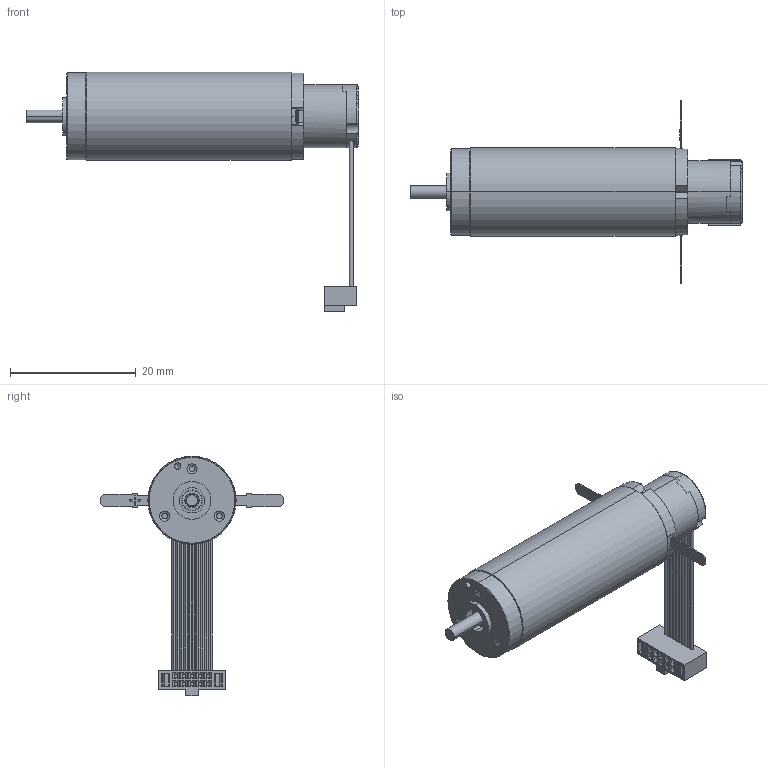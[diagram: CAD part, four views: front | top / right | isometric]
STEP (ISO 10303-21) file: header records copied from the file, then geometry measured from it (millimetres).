
FILE_DESCRIPTION(('STEP AP214'),'1');
FILE_NAME('cctmp_403896C7-2506-4C06-BD2A-EE19C167B0B4_2021_4_12_22_38_56_298..stp','2021-04-12T20:38:57',('maxon motor ag'),('CADClick - www.CADClick.com'),'Spatial InterOp 3D',' ','unknown authorization');
FILE_SCHEMA(('AUTOMOTIVE_DESIGN'));
Length unit declared in the file: millimetre
Products named in the file (10): 0
Assembly tree (9 placements, depth 2):
  (unnamed)
    0
    0
    0
    0
    0
    0
    0
    0
    0
Bounding box: 52.7 x 29 x 38.02 mm (x, y, z)
Volume: 2990 mm3; surface area: 6015 mm2
Topology: 16 solids, 16 shells, 983 faces, 2570 edges, 1680 vertices
Faces by surface type: plane 725, cylinder 189, cone 46, torus 21, sphere 2
Entity records: 38700 total; most frequent: CARTESIAN_POINT 5931, ORIENTED_EDGE 5132, DIRECTION 4982, EDGE_CURVE 2566, LINE 2052, VECTOR 2052, VERTEX_POINT 1681, AXIS2_PLACEMENT_3D 1465
